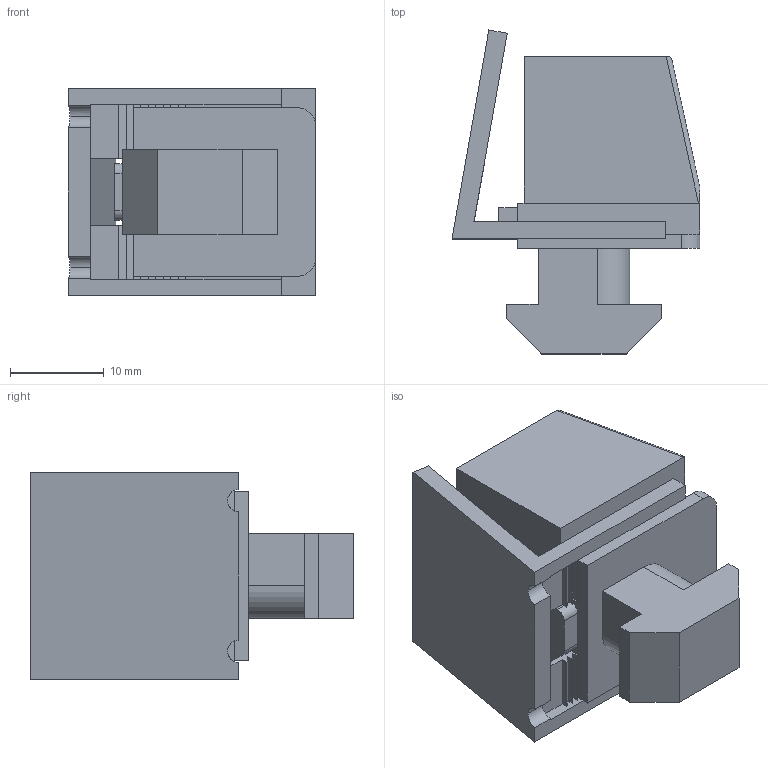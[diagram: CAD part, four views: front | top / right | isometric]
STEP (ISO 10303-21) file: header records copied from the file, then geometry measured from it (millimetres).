
FILE_DESCRIPTION (( 'STEP AP214' ), '1' );
FILE_NAME ('SNSD.30.51.90. Êëèïñà çàæèìíàÿ äëÿ ïàíåëåé, ïàç 10(A03).STEP', '2015-01-15T11:50:53', ( 'XTreme.ws' ), ( 'XTreme.ws' ), 'SwSTEP 2.0', 'SolidWorks 2014', '' );
FILE_SCHEMA (( 'AUTOMOTIVE_DESIGN' ));
Length unit declared in the file: millimetre
Products named in the file (5): SNSD.30.51.90. Êëèïñà çàæèìíàÿ äëÿ ïàíåëåé, ïàç 10(A03)_00; SNSD.30.51.90. Çàùåëêà, ïàç 10(A02); SNSD.30.51.90. Êëèïñà çàæèìíàÿ äëÿ ïàíåëåé, ïàç 10(A03); SNSD.30.51.90. Çàùåëêà, ïàç 10(A02)_00
Assembly tree (2 placements, depth 2):
  SNSD.30.51.90. Çàùåëêà, ïàç 10(A02)
  SNSD.30.51.90. Êëèïñà çàæèìíàÿ äëÿ ïàíåëåé, ïàç 10(A03)
  SNSD.30.51.90. Êëèïñà çàæèìíàÿ äëÿ ïàíåëåé, ïàç 10(A03)
    SNSD.30.51.90. Êëèïñà çàæèìíàÿ äëÿ ïàíåëåé, ïàç 10(A03)_00
    SNSD.30.51.90. Çàùåëêà, ïàç 10(A02)_00
Bounding box: 26.5 x 34.6 x 22.2 mm (x, y, z)
Volume: 6657.8 mm3; surface area: 6488.8 mm2
Topology: 2 solids, 2 shells, 153 faces, 433 edges, 286 vertices
Faces by surface type: plane 136, cylinder 17
Entity records: 4997 total; most frequent: CARTESIAN_POINT 932, ORIENTED_EDGE 866, DIRECTION 751, EDGE_CURVE 433, LINE 397, VECTOR 397, VERTEX_POINT 286, AXIS2_PLACEMENT_3D 177
